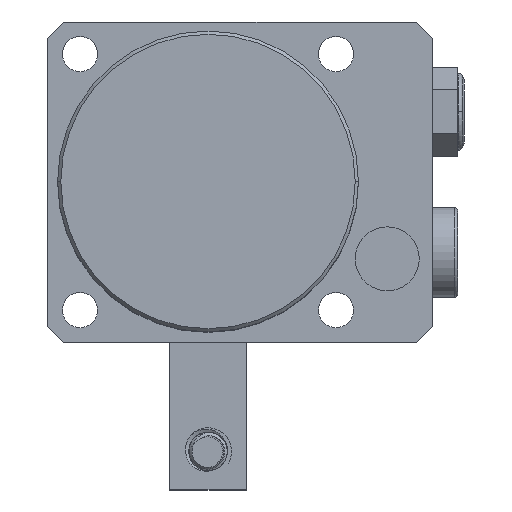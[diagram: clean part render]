
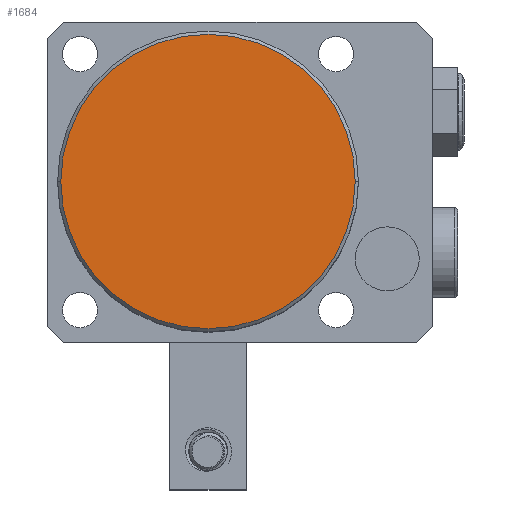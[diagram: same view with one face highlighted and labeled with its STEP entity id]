
A CAD part, top view. The second image highlights one B-rep face of the part: STEP entity #1684.
In plain terms, the highlighted planar face has unit normal (0, 0, 1).
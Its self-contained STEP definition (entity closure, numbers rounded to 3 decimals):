
#419 = CARTESIAN_POINT ( 'NONE',  ( 23., 0., 58.75 ) ) ;
#1100 = CIRCLE ( 'NONE', #4299, 23. ) ;
#1684 = ADVANCED_FACE ( 'NONE', ( #14757 ), #10838, .T. ) ;
#2033 = DIRECTION ( 'NONE',  ( 0., 0., 1. ) ) ;
#2655 = EDGE_LOOP ( 'NONE', ( #6483, #4005 ) ) ;
#3608 = DIRECTION ( 'NONE',  ( 0., 0., 1. ) ) ;
#3616 = CARTESIAN_POINT ( 'NONE',  ( 0., 0., 58.75 ) ) ;
#4005 = ORIENTED_EDGE ( 'NONE', *, *, #12268, .T. ) ;
#4299 = AXIS2_PLACEMENT_3D ( 'NONE', #9201, #2033, #10442 ) ;
#4828 = VERTEX_POINT ( 'NONE', #419 ) ;
#4844 = DIRECTION ( 'NONE',  ( 1., 0., 0. ) ) ;
#6231 = AXIS2_PLACEMENT_3D ( 'NONE', #15603, #3608, #12032 ) ;
#6483 = ORIENTED_EDGE ( 'NONE', *, *, #7838, .T. ) ;
#7838 = EDGE_CURVE ( 'NONE', #9192, #4828, #1100, .T. ) ;
#9192 = VERTEX_POINT ( 'NONE', #14284 ) ;
#9201 = CARTESIAN_POINT ( 'NONE',  ( 0., 0., 58.75 ) ) ;
#10442 = DIRECTION ( 'NONE',  ( 1., 0., 0. ) ) ;
#10762 = CIRCLE ( 'NONE', #14379, 23. ) ;
#10838 = PLANE ( 'NONE',  #6231 ) ;
#12032 = DIRECTION ( 'NONE',  ( 1., 0., 0. ) ) ;
#12036 = DIRECTION ( 'NONE',  ( 0., 0., 1. ) ) ;
#12268 = EDGE_CURVE ( 'NONE', #4828, #9192, #10762, .T. ) ;
#14284 = CARTESIAN_POINT ( 'NONE',  ( -23., 0., 58.75 ) ) ;
#14379 = AXIS2_PLACEMENT_3D ( 'NONE', #3616, #12036, #4844 ) ;
#14757 = FACE_OUTER_BOUND ( 'NONE', #2655, .T. ) ;
#15603 = CARTESIAN_POINT ( 'NONE',  ( 0., 0., 58.75 ) ) ;
